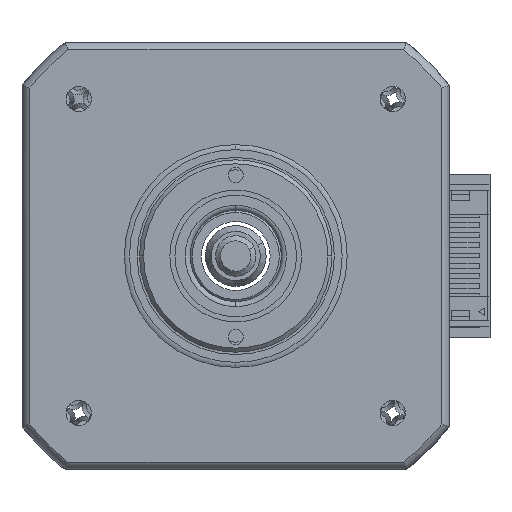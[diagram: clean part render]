
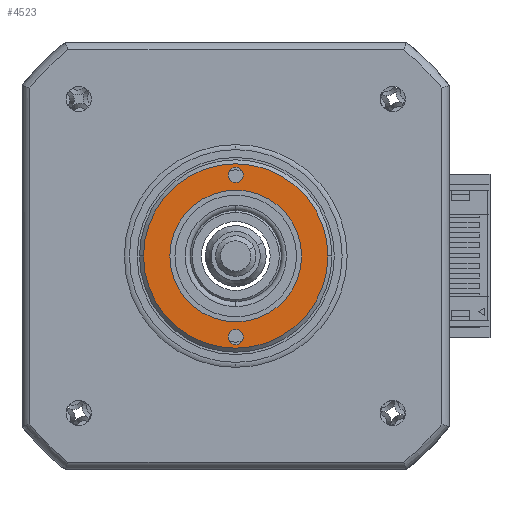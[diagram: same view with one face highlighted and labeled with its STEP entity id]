
A CAD part, left-side view. The second image highlights one B-rep face of the part: STEP entity #4523.
In plain terms, the highlighted planar face has unit normal (-1, 0, 0).
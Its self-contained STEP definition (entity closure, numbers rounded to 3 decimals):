
#10 = DIRECTION ( 'NONE',  ( 0., 1., 0. ) ) ;
#35 = CARTESIAN_POINT ( 'NONE',  ( -29.673, 13.572, 48.3 ) ) ;
#148 = EDGE_CURVE ( 'NONE', #4001, #4468, #5417, .T. ) ;
#244 = DIRECTION ( 'NONE',  ( 0., -1., 0. ) ) ;
#389 = VERTEX_POINT ( 'NONE', #2754 ) ;
#457 = DIRECTION ( 'NONE',  ( 0., 1., 0. ) ) ;
#1223 = ORIENTED_EDGE ( 'NONE', *, *, #7425, .F. ) ;
#1369 = CARTESIAN_POINT ( 'NONE',  ( -29.673, 4.472, 56.3 ) ) ;
#1430 = DIRECTION ( 'NONE',  ( 0., 1., 0. ) ) ;
#1590 = CIRCLE ( 'NONE', #8669, 6.5 ) ;
#1756 = DIRECTION ( 'NONE',  ( 1., 0., 0. ) ) ;
#2087 = AXIS2_PLACEMENT_3D ( 'NONE', #7299, #2137, #8138 ) ;
#2129 = CARTESIAN_POINT ( 'NONE',  ( -29.673, 3.722, 40.3 ) ) ;
#2137 = DIRECTION ( 'NONE',  ( -1., 0., 0. ) ) ;
#2214 = ORIENTED_EDGE ( 'NONE', *, *, #9874, .F. ) ;
#2416 = ORIENTED_EDGE ( 'NONE', *, *, #6792, .T. ) ;
#2422 = CARTESIAN_POINT ( 'NONE',  ( -29.673, 3.722, 56.3 ) ) ;
#2484 = FACE_BOUND ( 'NONE', #5773, .T. ) ;
#2734 = VERTEX_POINT ( 'NONE', #10656 ) ;
#2746 = FACE_BOUND ( 'NONE', #3824, .T. ) ;
#2754 = CARTESIAN_POINT ( 'NONE',  ( -29.673, 5.222, 40.3 ) ) ;
#2880 = EDGE_CURVE ( 'NONE', #3988, #6269, #5919, .T. ) ;
#3125 = CARTESIAN_POINT ( 'NONE',  ( -29.673, 4.472, 48.3 ) ) ;
#3242 = CIRCLE ( 'NONE', #8713, 9.1 ) ;
#3359 = CIRCLE ( 'NONE', #10289, 0.75 ) ;
#3824 = EDGE_LOOP ( 'NONE', ( #9234, #7567 ) ) ;
#3988 = VERTEX_POINT ( 'NONE', #5890 ) ;
#4001 = VERTEX_POINT ( 'NONE', #2422 ) ;
#4125 = DIRECTION ( 'NONE',  ( -1., 0., 0. ) ) ;
#4468 = VERTEX_POINT ( 'NONE', #8213 ) ;
#4523 = ADVANCED_FACE ( 'NONE', ( #7058, #7863, #2746, #2484 ), #9923, .F. ) ;
#4768 = DIRECTION ( 'NONE',  ( -1., 0., 0. ) ) ;
#4858 = AXIS2_PLACEMENT_3D ( 'NONE', #8662, #11010, #6813 ) ;
#5110 = DIRECTION ( 'NONE',  ( -1., 0., 0. ) ) ;
#5308 = DIRECTION ( 'NONE',  ( 0., -1., 0. ) ) ;
#5367 = DIRECTION ( 'NONE',  ( -1., 0., 0. ) ) ;
#5378 = AXIS2_PLACEMENT_3D ( 'NONE', #3125, #6607, #1430 ) ;
#5417 = CIRCLE ( 'NONE', #7747, 0.75 ) ;
#5485 = EDGE_LOOP ( 'NONE', ( #1223, #2214 ) ) ;
#5592 = DIRECTION ( 'NONE',  ( 1., 0., 0. ) ) ;
#5773 = EDGE_LOOP ( 'NONE', ( #9718, #8632 ) ) ;
#5890 = CARTESIAN_POINT ( 'NONE',  ( -29.673, -4.628, 48.3 ) ) ;
#5919 = CIRCLE ( 'NONE', #4858, 9.1 ) ;
#6269 = VERTEX_POINT ( 'NONE', #35 ) ;
#6520 = VERTEX_POINT ( 'NONE', #2129 ) ;
#6582 = ORIENTED_EDGE ( 'NONE', *, *, #2880, .T. ) ;
#6607 = DIRECTION ( 'NONE',  ( 1., 0., 0. ) ) ;
#6792 = EDGE_CURVE ( 'NONE', #6269, #3988, #3242, .T. ) ;
#6813 = DIRECTION ( 'NONE',  ( 0., 1., 0. ) ) ;
#6921 = CARTESIAN_POINT ( 'NONE',  ( -29.673, 4.472, 48.3 ) ) ;
#7058 = FACE_OUTER_BOUND ( 'NONE', #9092, .T. ) ;
#7088 = CIRCLE ( 'NONE', #8955, 0.75 ) ;
#7231 = CIRCLE ( 'NONE', #2087, 0.75 ) ;
#7299 = CARTESIAN_POINT ( 'NONE',  ( -29.673, 4.472, 40.3 ) ) ;
#7425 = EDGE_CURVE ( 'NONE', #6520, #389, #3359, .T. ) ;
#7567 = ORIENTED_EDGE ( 'NONE', *, *, #10061, .F. ) ;
#7747 = AXIS2_PLACEMENT_3D ( 'NONE', #1369, #4768, #5308 ) ;
#7777 = DIRECTION ( 'NONE',  ( 0., 1., 0. ) ) ;
#7863 = FACE_BOUND ( 'NONE', #5485, .T. ) ;
#8138 = DIRECTION ( 'NONE',  ( 0., -1., 0. ) ) ;
#8213 = CARTESIAN_POINT ( 'NONE',  ( -29.673, 5.222, 56.3 ) ) ;
#8326 = AXIS2_PLACEMENT_3D ( 'NONE', #10658, #5592, #457 ) ;
#8632 = ORIENTED_EDGE ( 'NONE', *, *, #8648, .T. ) ;
#8648 = EDGE_CURVE ( 'NONE', #9057, #2734, #9069, .T. ) ;
#8662 = CARTESIAN_POINT ( 'NONE',  ( -29.673, 4.472, 48.3 ) ) ;
#8669 = AXIS2_PLACEMENT_3D ( 'NONE', #6921, #1756, #7777 ) ;
#8713 = AXIS2_PLACEMENT_3D ( 'NONE', #10162, #5110, #10 ) ;
#8955 = AXIS2_PLACEMENT_3D ( 'NONE', #9216, #4125, #10063 ) ;
#8977 = EDGE_CURVE ( 'NONE', #2734, #9057, #1590, .T. ) ;
#9057 = VERTEX_POINT ( 'NONE', #10419 ) ;
#9069 = CIRCLE ( 'NONE', #8326, 6.5 ) ;
#9092 = EDGE_LOOP ( 'NONE', ( #2416, #6582 ) ) ;
#9216 = CARTESIAN_POINT ( 'NONE',  ( -29.673, 4.472, 56.3 ) ) ;
#9234 = ORIENTED_EDGE ( 'NONE', *, *, #148, .F. ) ;
#9718 = ORIENTED_EDGE ( 'NONE', *, *, #8977, .T. ) ;
#9874 = EDGE_CURVE ( 'NONE', #389, #6520, #7231, .T. ) ;
#9923 = PLANE ( 'NONE',  #5378 ) ;
#10061 = EDGE_CURVE ( 'NONE', #4468, #4001, #7088, .T. ) ;
#10063 = DIRECTION ( 'NONE',  ( 0., -1., 0. ) ) ;
#10162 = CARTESIAN_POINT ( 'NONE',  ( -29.673, 4.472, 48.3 ) ) ;
#10289 = AXIS2_PLACEMENT_3D ( 'NONE', #10426, #5367, #244 ) ;
#10419 = CARTESIAN_POINT ( 'NONE',  ( -29.673, 10.972, 48.3 ) ) ;
#10426 = CARTESIAN_POINT ( 'NONE',  ( -29.673, 4.472, 40.3 ) ) ;
#10656 = CARTESIAN_POINT ( 'NONE',  ( -29.673, -2.028, 48.3 ) ) ;
#10658 = CARTESIAN_POINT ( 'NONE',  ( -29.673, 4.472, 48.3 ) ) ;
#11010 = DIRECTION ( 'NONE',  ( -1., 0., 0. ) ) ;
